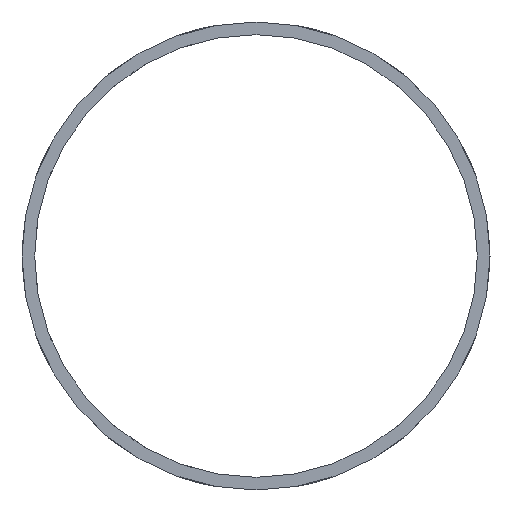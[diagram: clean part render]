
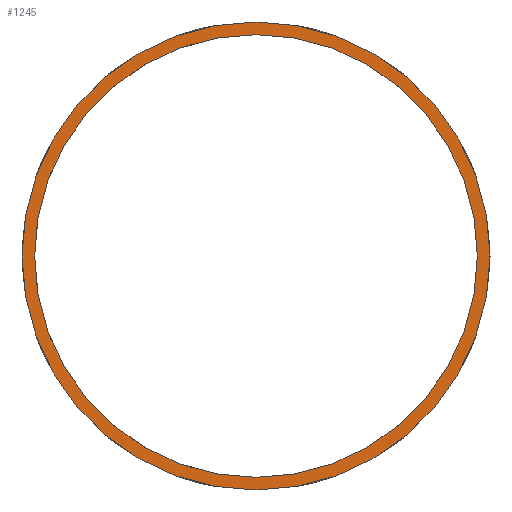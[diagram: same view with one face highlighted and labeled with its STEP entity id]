
A CAD part, left-side view. The second image highlights one B-rep face of the part: STEP entity #1245.
In plain terms, the highlighted planar face has unit normal (-1, 0, 0).
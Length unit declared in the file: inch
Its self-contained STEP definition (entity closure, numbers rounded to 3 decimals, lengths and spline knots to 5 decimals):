
#48 = FACE_OUTER_BOUND ( 'NONE', #959, .T. ) ;
#80 = FACE_BOUND ( 'NONE', #1790, .T. ) ;
#147 = ORIENTED_EDGE ( 'NONE', *, *, #1737, .T. ) ;
#210 = CARTESIAN_POINT ( 'NONE',  ( -11.2432, 0., -1.45669 ) ) ;
#233 = ORIENTED_EDGE ( 'NONE', *, *, #256, .F. ) ;
#256 = EDGE_CURVE ( 'NONE', #1201, #2330, #907, .T. ) ;
#493 = ORIENTED_EDGE ( 'NONE', *, *, #2545, .T. ) ;
#532 = CIRCLE ( 'NONE', #3240, 1.45669 ) ;
#614 = PLANE ( 'NONE',  #1419 ) ;
#659 = CIRCLE ( 'NONE', #2927, 1.37795 ) ;
#868 = CARTESIAN_POINT ( 'NONE',  ( -11.2432, 0., 0. ) ) ;
#907 = CIRCLE ( 'NONE', #2486, 1.37795 ) ;
#920 = AXIS2_PLACEMENT_3D ( 'NONE', #1197, #3023, #955 ) ;
#955 = DIRECTION ( 'NONE',  ( 0., 0., 1. ) ) ;
#959 = EDGE_LOOP ( 'NONE', ( #147, #493 ) ) ;
#969 = DIRECTION ( 'NONE',  ( 1., 0., 0. ) ) ;
#1040 = CARTESIAN_POINT ( 'NONE',  ( -11.2432, 0., -1.37795 ) ) ;
#1077 = DIRECTION ( 'NONE',  ( 0., 0., 1. ) ) ;
#1099 = DIRECTION ( 'NONE',  ( -1., 0., 0. ) ) ;
#1114 = EDGE_CURVE ( 'NONE', #2330, #1201, #659, .T. ) ;
#1197 = CARTESIAN_POINT ( 'NONE',  ( -11.2432, 0., 0. ) ) ;
#1201 = VERTEX_POINT ( 'NONE', #3667 ) ;
#1245 = ADVANCED_FACE ( 'NONE', ( #80, #48 ), #614, .F. ) ;
#1375 = CARTESIAN_POINT ( 'NONE',  ( -11.2432, 0., 0. ) ) ;
#1419 = AXIS2_PLACEMENT_3D ( 'NONE', #1874, #969, #2174 ) ;
#1737 = EDGE_CURVE ( 'NONE', #3394, #2882, #532, .T. ) ;
#1790 = EDGE_LOOP ( 'NONE', ( #233, #2632 ) ) ;
#1874 = CARTESIAN_POINT ( 'NONE',  ( -11.2432, 1.37795, 0. ) ) ;
#2049 = CIRCLE ( 'NONE', #920, 1.45669 ) ;
#2174 = DIRECTION ( 'NONE',  ( 0., 0., -1. ) ) ;
#2211 = CARTESIAN_POINT ( 'NONE',  ( -11.2432, 0., 0. ) ) ;
#2330 = VERTEX_POINT ( 'NONE', #1040 ) ;
#2486 = AXIS2_PLACEMENT_3D ( 'NONE', #2211, #3435, #3757 ) ;
#2545 = EDGE_CURVE ( 'NONE', #2882, #3394, #2049, .T. ) ;
#2632 = ORIENTED_EDGE ( 'NONE', *, *, #1114, .F. ) ;
#2882 = VERTEX_POINT ( 'NONE', #210 ) ;
#2927 = AXIS2_PLACEMENT_3D ( 'NONE', #1375, #3139, #3471 ) ;
#3023 = DIRECTION ( 'NONE',  ( -1., 0., 0. ) ) ;
#3139 = DIRECTION ( 'NONE',  ( -1., 0., 0. ) ) ;
#3240 = AXIS2_PLACEMENT_3D ( 'NONE', #868, #1099, #1077 ) ;
#3394 = VERTEX_POINT ( 'NONE', #3411 ) ;
#3411 = CARTESIAN_POINT ( 'NONE',  ( -11.2432, 0., 1.45669 ) ) ;
#3435 = DIRECTION ( 'NONE',  ( -1., 0., 0. ) ) ;
#3471 = DIRECTION ( 'NONE',  ( 0., 0., 1. ) ) ;
#3667 = CARTESIAN_POINT ( 'NONE',  ( -11.2432, 0., 1.37795 ) ) ;
#3757 = DIRECTION ( 'NONE',  ( 0., 0., 1. ) ) ;
